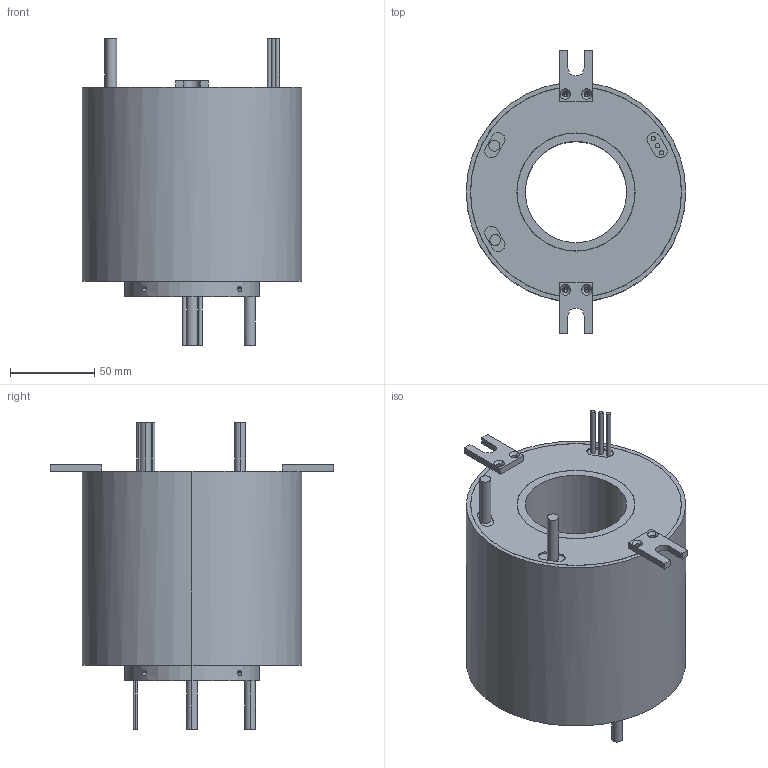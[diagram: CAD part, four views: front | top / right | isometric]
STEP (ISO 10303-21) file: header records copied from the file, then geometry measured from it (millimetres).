
FILE_DESCRIPTION (( 'STEP AP214' ), '1' );
FILE_NAME ('RX01019003.STEP', '2020-11-02T07:54:09', ( 'admin321' ), ( '' ), 'SwSTEP 2.0', 'SolidWorks 2014', '' );
FILE_SCHEMA (( 'AUTOMOTIVE_DESIGN' ));
Length unit declared in the file: millimetre
Products named in the file (1): RX01019003
Bounding box: 130 x 168 x 181.8 mm (x, y, z)
Volume: 1225959.3 mm3; surface area: 106504.3 mm2
Topology: 1 solids, 1 shells, 165 faces, 401 edges, 254 vertices
Faces by surface type: cylinder 81, plane 68, cone 16
Entity records: 5431 total; most frequent: CARTESIAN_POINT 1229, DIRECTION 883, ORIENTED_EDGE 786, EDGE_CURVE 393, AXIS2_PLACEMENT_3D 340, VERTEX_POINT 254, VECTOR 203, LINE 203
